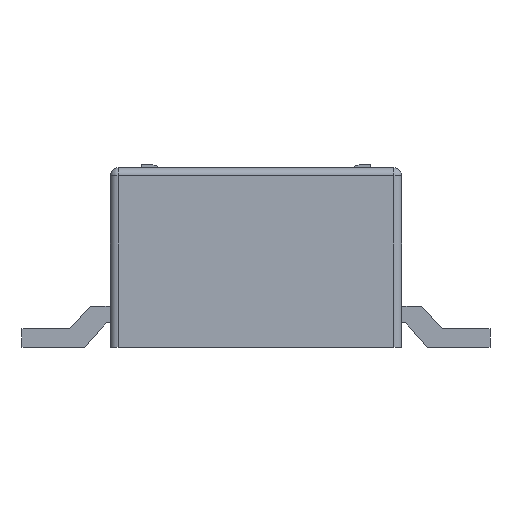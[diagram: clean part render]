
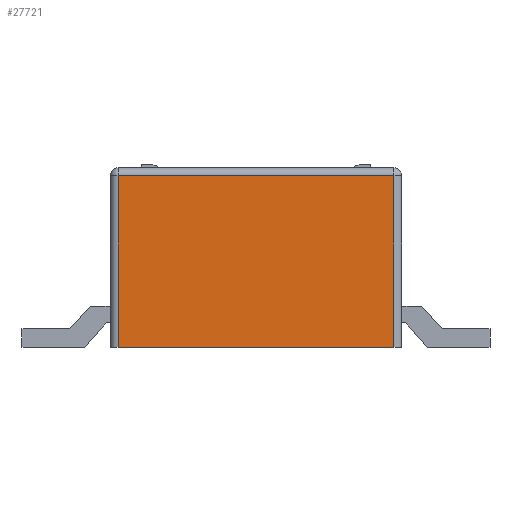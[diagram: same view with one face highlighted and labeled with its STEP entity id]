
A CAD part, left-side view. The second image highlights one B-rep face of the part: STEP entity #27721.
In plain terms, the highlighted planar face has unit normal (-1, 0, 0).
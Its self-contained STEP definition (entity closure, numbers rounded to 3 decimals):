
#82 = DIRECTION ( 'NONE',  ( 0., 0., -1. ) ) ;
#449 = CARTESIAN_POINT ( 'NONE',  ( -2.76, 0.875, 1.09 ) ) ;
#1315 = CARTESIAN_POINT ( 'NONE',  ( -2.76, -0.875, 1.09 ) ) ;
#2297 = CARTESIAN_POINT ( 'NONE',  ( -2.76, -0.875, 1.14 ) ) ;
#2479 = LINE ( 'NONE', #2297, #28998 ) ;
#2930 = VECTOR ( 'NONE', #31060, 1000. ) ;
#3520 = AXIS2_PLACEMENT_3D ( 'NONE', #31517, #28606, #23970 ) ;
#4994 = PLANE ( 'NONE',  #3520 ) ;
#7434 = CARTESIAN_POINT ( 'NONE',  ( -2.76, 0.925, 1.09 ) ) ;
#8263 = DIRECTION ( 'NONE',  ( 0., -1., 0. ) ) ;
#8421 = LINE ( 'NONE', #29145, #16236 ) ;
#9305 = ORIENTED_EDGE ( 'NONE', *, *, #19495, .T. ) ;
#9468 = EDGE_CURVE ( 'NONE', #29088, #11118, #2479, .T. ) ;
#11118 = VERTEX_POINT ( 'NONE', #1315 ) ;
#16236 = VECTOR ( 'NONE', #8263, 1000. ) ;
#16239 = CARTESIAN_POINT ( 'NONE',  ( -2.76, 0.875, 0. ) ) ;
#17026 = VECTOR ( 'NONE', #82, 1000. ) ;
#17037 = EDGE_CURVE ( 'NONE', #31254, #29088, #8421, .T. ) ;
#19426 = EDGE_CURVE ( 'NONE', #28964, #31254, #20162, .T. ) ;
#19495 = EDGE_CURVE ( 'NONE', #11118, #28964, #20822, .T. ) ;
#20162 = LINE ( 'NONE', #23363, #17026 ) ;
#20822 = LINE ( 'NONE', #7434, #2930 ) ;
#23363 = CARTESIAN_POINT ( 'NONE',  ( -2.76, 0.875, 1.14 ) ) ;
#23970 = DIRECTION ( 'NONE',  ( 0., 0., -1. ) ) ;
#27721 = ADVANCED_FACE ( 'NONE', ( #28267 ), #4994, .F. ) ;
#28006 = ORIENTED_EDGE ( 'NONE', *, *, #17037, .T. ) ;
#28037 = ORIENTED_EDGE ( 'NONE', *, *, #19426, .T. ) ;
#28267 = FACE_OUTER_BOUND ( 'NONE', #33525, .T. ) ;
#28330 = DIRECTION ( 'NONE',  ( 0., 0., 1. ) ) ;
#28606 = DIRECTION ( 'NONE',  ( 1., 0., 0. ) ) ;
#28964 = VERTEX_POINT ( 'NONE', #449 ) ;
#28998 = VECTOR ( 'NONE', #28330, 1000. ) ;
#29088 = VERTEX_POINT ( 'NONE', #32102 ) ;
#29145 = CARTESIAN_POINT ( 'NONE',  ( -2.76, 0.925, 0. ) ) ;
#31060 = DIRECTION ( 'NONE',  ( 0., 1., 0. ) ) ;
#31254 = VERTEX_POINT ( 'NONE', #16239 ) ;
#31517 = CARTESIAN_POINT ( 'NONE',  ( -2.76, 0.925, 1.14 ) ) ;
#32102 = CARTESIAN_POINT ( 'NONE',  ( -2.76, -0.875, 0. ) ) ;
#32817 = ORIENTED_EDGE ( 'NONE', *, *, #9468, .T. ) ;
#33525 = EDGE_LOOP ( 'NONE', ( #9305, #28037, #28006, #32817 ) ) ;
